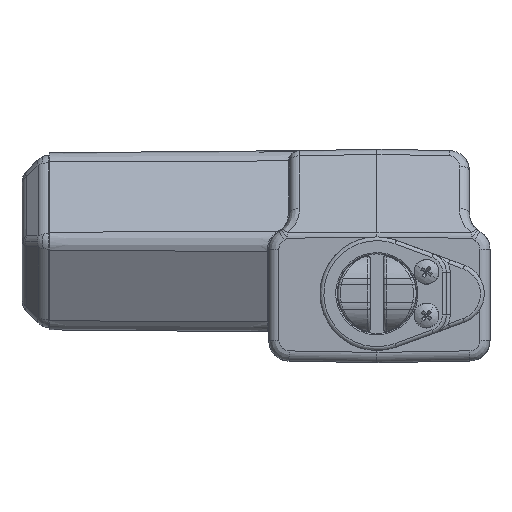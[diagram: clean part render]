
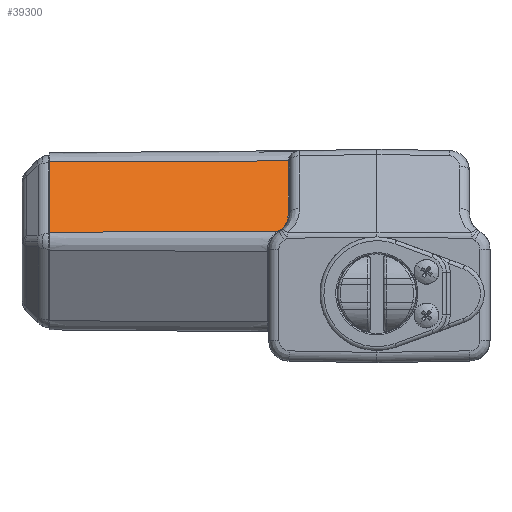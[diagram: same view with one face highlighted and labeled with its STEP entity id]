
A CAD part, left-side view. The second image highlights one B-rep face of the part: STEP entity #39300.
In plain terms, the highlighted planar face has unit normal (-0.866, 0.009, 0.5).
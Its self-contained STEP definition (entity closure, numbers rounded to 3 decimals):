
#236 = CARTESIAN_POINT ( 'NONE',  ( 22.544, 22.5, 85.656 ) ) ;
#239 = PLANE ( 'NONE',  #26470 ) ;
#241 = DIRECTION ( 'NONE',  ( -0.866, 0.009, 0.5 ) ) ;
#242 = DIRECTION ( 'NONE',  ( -0.5, 0., -0.866 ) ) ;
#3186 = EDGE_CURVE ( 'NONE', #12456, #12621, #32140, .T. ) ;
#3187 = EDGE_CURVE ( 'NONE', #12351, #12710, #32142, .T. ) ;
#11511 = ORIENTED_EDGE ( 'NONE', *, *, #3187, .F. ) ;
#11512 = ORIENTED_EDGE ( 'NONE', *, *, #29869, .T. ) ;
#11513 = ORIENTED_EDGE ( 'NONE', *, *, #29865, .T. ) ;
#11514 = ORIENTED_EDGE ( 'NONE', *, *, #29861, .T. ) ;
#11515 = ORIENTED_EDGE ( 'NONE', *, *, #29856, .T. ) ;
#11516 = ORIENTED_EDGE ( 'NONE', *, *, #3186, .T. ) ;
#11517 = ORIENTED_EDGE ( 'NONE', *, *, #27700, .F. ) ;
#12285 = VERTEX_POINT ( 'NONE', #17197 ) ;
#12351 = VERTEX_POINT ( 'NONE', #17263 ) ;
#12356 = VERTEX_POINT ( 'NONE', #17268 ) ;
#12407 = VERTEX_POINT ( 'NONE', #17319 ) ;
#12456 = VERTEX_POINT ( 'NONE', #17368 ) ;
#12621 = VERTEX_POINT ( 'NONE', #17530 ) ;
#12710 = VERTEX_POINT ( 'NONE', #17619 ) ;
#17197 = CARTESIAN_POINT ( 'NONE',  ( -5.585, 34.496, 36.726 ) ) ;
#17263 = CARTESIAN_POINT ( 'NONE',  ( -21.189, 38.454, 9.63 ) ) ;
#17268 = CARTESIAN_POINT ( 'NONE',  ( -21.119, 38.246, 9.755 ) ) ;
#17319 = CARTESIAN_POINT ( 'NONE',  ( -17.407, 34.496, 16.25 ) ) ;
#17368 = CARTESIAN_POINT ( 'NONE',  ( -5.428, 34.487, 36.998 ) ) ;
#17530 = CARTESIAN_POINT ( 'NONE',  ( -4.725, 127.5, 36.592 ) ) ;
#17619 = CARTESIAN_POINT ( 'NONE',  ( -20.516, 127.5, 9.242 ) ) ;
#22498 = LINE ( 'NONE', #23659, #22503 ) ;
#22503 = VECTOR ( 'NONE', #23660, 1000. ) ;
#23659 = CARTESIAN_POINT ( 'NONE',  ( 23.338, 127.5, 85.198 ) ) ;
#23660 = DIRECTION ( 'NONE',  ( 0.5, 0., 0.866 ) ) ;
#26470 = AXIS2_PLACEMENT_3D ( 'NONE', #236, #241, #242 ) ;
#27700 = EDGE_CURVE ( 'NONE', #12710, #12621, #22498, .T. ) ;
#28479 = EDGE_LOOP ( 'NONE', ( #11511, #11512, #11513, #11514, #11515, #11516, #11517 ) ) ;
#29856 = EDGE_CURVE ( 'NONE', #12285, #12456, #43058, .T. ) ;
#29861 = EDGE_CURVE ( 'NONE', #12407, #12285, #33732, .T. ) ;
#29865 = EDGE_CURVE ( 'NONE', #12356, #12407, #43062, .T. ) ;
#29869 = EDGE_CURVE ( 'NONE', #12351, #12356, #43063, .T. ) ;
#32140 = LINE ( 'NONE', #40804, #32145 ) ;
#32142 = LINE ( 'NONE', #40806, #32147 ) ;
#32145 = VECTOR ( 'NONE', #40809, 1000. ) ;
#32147 = VECTOR ( 'NONE', #40811, 1000. ) ;
#33732 = LINE ( 'NONE', #37298, #33734 ) ;
#33734 = VECTOR ( 'NONE', #37301, 1000. ) ;
#37236 = CARTESIAN_POINT ( 'NONE',  ( -5.585, 34.496, 36.726 ) ) ;
#37239 = CARTESIAN_POINT ( 'NONE',  ( -5.533, 34.496, 36.816 ) ) ;
#37260 = CARTESIAN_POINT ( 'NONE',  ( -5.48, 34.493, 36.907 ) ) ;
#37262 = CARTESIAN_POINT ( 'NONE',  ( -5.428, 34.487, 36.998 ) ) ;
#37298 = CARTESIAN_POINT ( 'NONE',  ( 22.635, 34.496, 85.604 ) ) ;
#37301 = DIRECTION ( 'NONE',  ( 0.5, 0., 0.866 ) ) ;
#37312 = CARTESIAN_POINT ( 'NONE',  ( -20.35, 35.868, 11.127 ) ) ;
#37328 = CARTESIAN_POINT ( 'NONE',  ( -21.119, 38.246, 9.755 ) ) ;
#37331 = CARTESIAN_POINT ( 'NONE',  ( -21.165, 38.385, 9.673 ) ) ;
#37332 = CARTESIAN_POINT ( 'NONE',  ( -18.992, 34.496, 13.505 ) ) ;
#37334 = CARTESIAN_POINT ( 'NONE',  ( -17.407, 34.496, 16.25 ) ) ;
#37357 = CARTESIAN_POINT ( 'NONE',  ( -21.189, 38.454, 9.63 ) ) ;
#37362 = CARTESIAN_POINT ( 'NONE',  ( -21.142, 38.316, 9.714 ) ) ;
#37364 = CARTESIAN_POINT ( 'NONE',  ( -21.119, 38.246, 9.755 ) ) ;
#39300 = ADVANCED_FACE ( 'NONE', ( #48225 ), #239, .T. ) ;
#40804 = CARTESIAN_POINT ( 'NONE',  ( -5.519, 22.5, 37.05 ) ) ;
#40806 = CARTESIAN_POINT ( 'NONE',  ( -21.309, 22.5, 9.7 ) ) ;
#40809 = DIRECTION ( 'NONE',  ( 0.008, 1., -0.004 ) ) ;
#40811 = DIRECTION ( 'NONE',  ( 0.008, 1., -0.004 ) ) ;
#43058 =( BOUNDED_CURVE ( )  B_SPLINE_CURVE ( 3, ( #37236, #37239, #37260, #37262 ),
 .UNSPECIFIED., .F., .T. ) 
 B_SPLINE_CURVE_WITH_KNOTS ( ( 4, 4 ),
 ( 1.588, 1.649 ),
 .UNSPECIFIED. ) 
 CURVE ( )  GEOMETRIC_REPRESENTATION_ITEM ( )  RATIONAL_B_SPLINE_CURVE ( ( 1., 1., 1., 1. ) ) 
 REPRESENTATION_ITEM ( '' )  );
#43062 =( BOUNDED_CURVE ( )  B_SPLINE_CURVE ( 3, ( #37328, #37312, #37332, #37334 ),
 .UNSPECIFIED., .F., .F. ) 
 B_SPLINE_CURVE_WITH_KNOTS ( ( 4, 4 ),
 ( 0.506, 1.553 ),
 .UNSPECIFIED. ) 
 CURVE ( )  GEOMETRIC_REPRESENTATION_ITEM ( )  RATIONAL_B_SPLINE_CURVE ( ( 1., 0.911, 0.911, 1. ) ) 
 REPRESENTATION_ITEM ( '' )  );
#43063 =( BOUNDED_CURVE ( )  B_SPLINE_CURVE ( 3, ( #37357, #37331, #37362, #37364 ),
 .UNSPECIFIED., .F., .F. ) 
 B_SPLINE_CURVE_WITH_KNOTS ( ( 4, 4 ),
 ( 2.607, 2.635 ),
 .UNSPECIFIED. ) 
 CURVE ( )  GEOMETRIC_REPRESENTATION_ITEM ( )  RATIONAL_B_SPLINE_CURVE ( ( 1., 1., 1., 1. ) ) 
 REPRESENTATION_ITEM ( '' )  );
#48225 = FACE_OUTER_BOUND ( 'NONE', #28479, .T. ) ;
